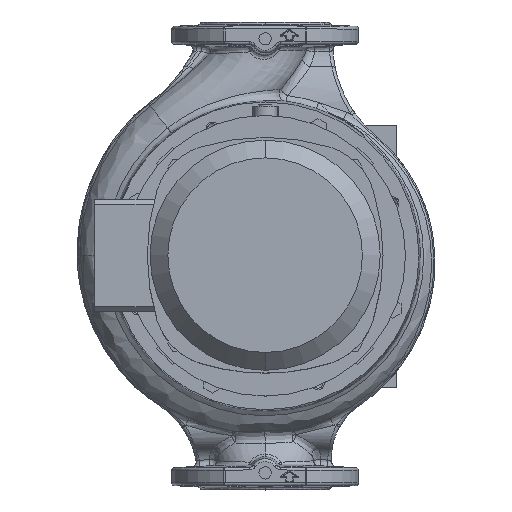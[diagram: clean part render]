
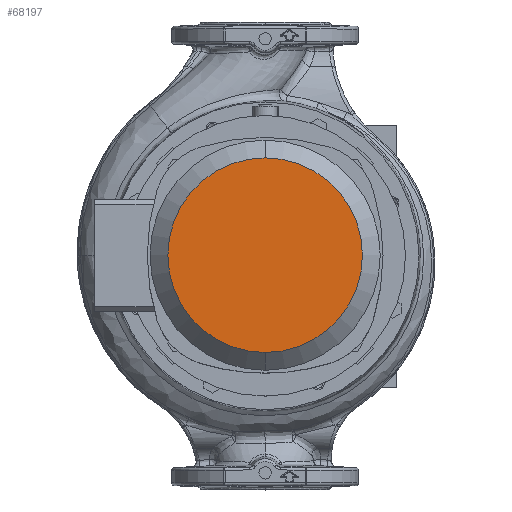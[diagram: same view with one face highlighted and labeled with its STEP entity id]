
A CAD part, top view. The second image highlights one B-rep face of the part: STEP entity #68197.
In plain terms, the highlighted planar face has unit normal (0, 0, 1).
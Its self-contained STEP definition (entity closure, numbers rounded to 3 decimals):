
#19068 = CIRCLE ( 'NONE', #19069, 104. ) ;
#19069 = AXIS2_PLACEMENT_3D ( 'NONE', #61506, #61508, #61510 ) ;
#28317 = VERTEX_POINT ( 'NONE', #59620 ) ;
#28332 = VERTEX_POINT ( 'NONE', #59650 ) ;
#33282 = EDGE_CURVE ( 'NONE', #28332, #28317, #19068, .T. ) ;
#46940 = CARTESIAN_POINT ( 'NONE',  ( 0., 0., 476.5 ) ) ;
#46941 = DIRECTION ( 'NONE',  ( 0., 0., 1. ) ) ;
#46942 = DIRECTION ( 'NONE',  ( 0., 1., 0. ) ) ;
#59620 = CARTESIAN_POINT ( 'NONE',  ( 0., -104., 476.5 ) ) ;
#59649 = EDGE_LOOP ( 'NONE', ( #61046, #61047 ) ) ;
#59650 = CARTESIAN_POINT ( 'NONE',  ( 0., 104., 476.5 ) ) ;
#61046 = ORIENTED_EDGE ( 'NONE', *, *, #72928, .T. ) ;
#61047 = ORIENTED_EDGE ( 'NONE', *, *, #33282, .T. ) ;
#61506 = CARTESIAN_POINT ( 'NONE',  ( 0., 0., 476.5 ) ) ;
#61508 = DIRECTION ( 'NONE',  ( 0., 0., 1. ) ) ;
#61510 = DIRECTION ( 'NONE',  ( 0., 1., 0. ) ) ;
#67703 = CARTESIAN_POINT ( 'NONE',  ( -104., 0., 476.5 ) ) ;
#67709 = FACE_OUTER_BOUND ( 'NONE', #59649, .T. ) ;
#67710 = PLANE ( 'NONE',  #68845 ) ;
#67716 = DIRECTION ( 'NONE',  ( 0., 0., -1. ) ) ;
#67717 = DIRECTION ( 'NONE',  ( 0., -1., 0. ) ) ;
#68197 = ADVANCED_FACE ( 'NONE', ( #67709 ), #67710, .F. ) ;
#68845 = AXIS2_PLACEMENT_3D ( 'NONE', #67703, #67716, #67717 ) ;
#69249 = CIRCLE ( 'NONE', #69251, 104. ) ;
#69251 = AXIS2_PLACEMENT_3D ( 'NONE', #46940, #46941, #46942 ) ;
#72928 = EDGE_CURVE ( 'NONE', #28317, #28332, #69249, .T. ) ;
